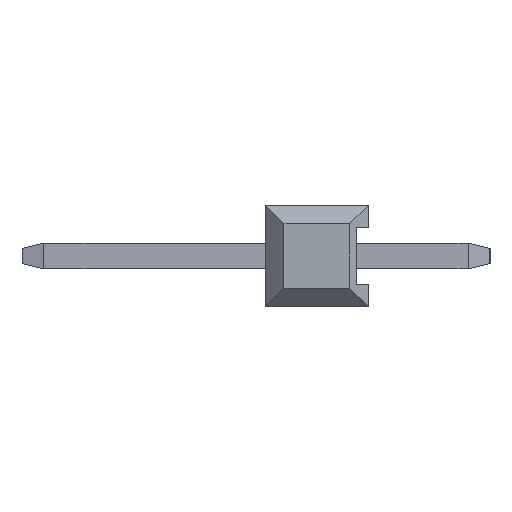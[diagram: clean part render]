
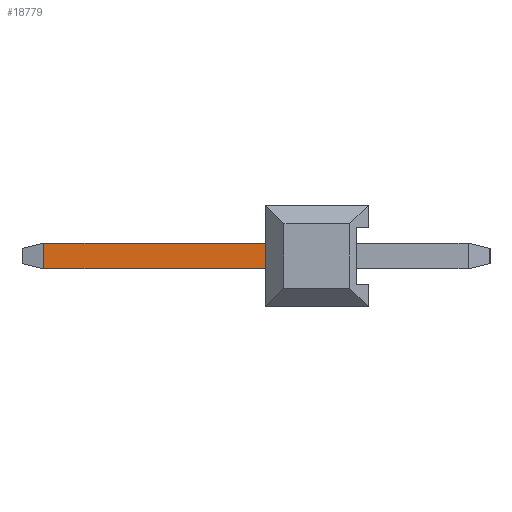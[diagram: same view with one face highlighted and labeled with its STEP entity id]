
A CAD part, left-side view. The second image highlights one B-rep face of the part: STEP entity #18779.
In plain terms, the highlighted planar face has unit normal (-1, 0, 0).
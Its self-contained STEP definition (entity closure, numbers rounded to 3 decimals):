
#1737 = LINE ( 'NONE', #1738, #12934 ) ;
#1738 = CARTESIAN_POINT ( 'NONE',  ( -0.32, 2.54, -0.32 ) ) ;
#1739 = DIRECTION ( 'NONE',  ( 0., 0., 1. ) ) ;
#3939 = FACE_OUTER_BOUND ( 'NONE', #17449, .T. ) ;
#3954 = AXIS2_PLACEMENT_3D ( 'NONE', #4580, #4581, #4582 ) ;
#4102 = VECTOR ( 'NONE', #4983, 1000. ) ;
#4579 = PLANE ( 'NONE',  #3954 ) ;
#4580 = CARTESIAN_POINT ( 'NONE',  ( -0.32, 8.54, 0.32 ) ) ;
#4581 = DIRECTION ( 'NONE',  ( -1., 0., 0. ) ) ;
#4582 = DIRECTION ( 'NONE',  ( 0., 0., 1. ) ) ;
#4981 = LINE ( 'NONE', #4982, #4102 ) ;
#4982 = CARTESIAN_POINT ( 'NONE',  ( -0.32, 8.54, -0.32 ) ) ;
#4983 = DIRECTION ( 'NONE',  ( 0., -1., 0. ) ) ;
#9939 = VECTOR ( 'NONE', #10229, 1000. ) ;
#9946 = VECTOR ( 'NONE', #10249, 1000. ) ;
#10227 = LINE ( 'NONE', #10228, #9939 ) ;
#10228 = CARTESIAN_POINT ( 'NONE',  ( -0.32, 7.999, 0.32 ) ) ;
#10229 = DIRECTION ( 'NONE',  ( 0., 0., -1. ) ) ;
#10247 = LINE ( 'NONE', #10248, #9946 ) ;
#10248 = CARTESIAN_POINT ( 'NONE',  ( -0.32, 8.54, 0.32 ) ) ;
#10249 = DIRECTION ( 'NONE',  ( 0., -1., 0. ) ) ;
#12934 = VECTOR ( 'NONE', #1739, 1000. ) ;
#14666 = CARTESIAN_POINT ( 'NONE',  ( -0.32, 2.54, -0.32 ) ) ;
#14667 = CARTESIAN_POINT ( 'NONE',  ( -0.32, 2.54, 0.32 ) ) ;
#14694 = CARTESIAN_POINT ( 'NONE',  ( -0.32, 7.999, -0.32 ) ) ;
#14696 = CARTESIAN_POINT ( 'NONE',  ( -0.32, 7.999, 0.32 ) ) ;
#16008 = VERTEX_POINT ( 'NONE', #14666 ) ;
#16009 = VERTEX_POINT ( 'NONE', #14667 ) ;
#16036 = VERTEX_POINT ( 'NONE', #14694 ) ;
#16038 = VERTEX_POINT ( 'NONE', #14696 ) ;
#17154 = EDGE_CURVE ( 'NONE', #16008, #16009, #1737, .T. ) ;
#17449 = EDGE_LOOP ( 'NONE', ( #20456, #20463, #20460, #20467 ) ) ;
#18614 = EDGE_CURVE ( 'NONE', #16038, #16036, #10227, .T. ) ;
#18617 = EDGE_CURVE ( 'NONE', #16038, #16009, #10247, .T. ) ;
#18779 = ADVANCED_FACE ( 'NONE', ( #3939 ), #4579, .T. ) ;
#18859 = EDGE_CURVE ( 'NONE', #16036, #16008, #4981, .T. ) ;
#20456 = ORIENTED_EDGE ( 'NONE', *, *, #18617, .F. ) ;
#20460 = ORIENTED_EDGE ( 'NONE', *, *, #18859, .T. ) ;
#20463 = ORIENTED_EDGE ( 'NONE', *, *, #18614, .T. ) ;
#20467 = ORIENTED_EDGE ( 'NONE', *, *, #17154, .T. ) ;
